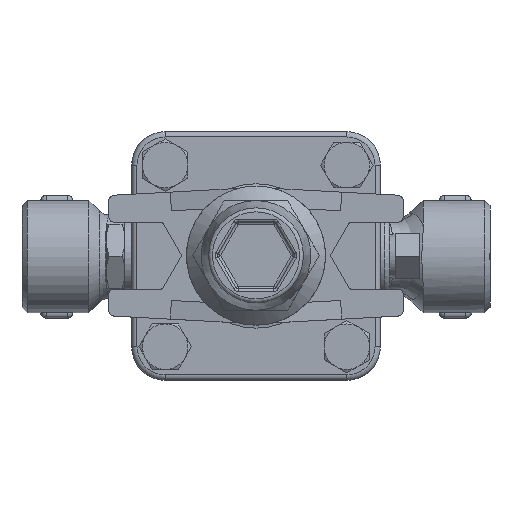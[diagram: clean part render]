
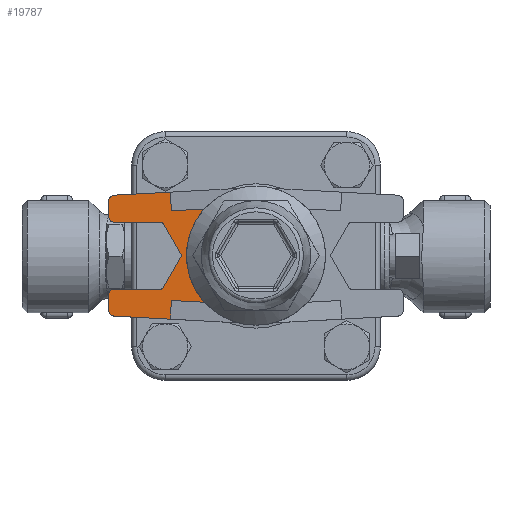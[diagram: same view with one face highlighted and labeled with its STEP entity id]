
A CAD part, top view. The second image highlights one B-rep face of the part: STEP entity #19787.
In plain terms, the highlighted planar face has unit normal (0, 0, 1).
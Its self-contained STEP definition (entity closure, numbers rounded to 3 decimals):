
#19323=CARTESIAN_POINT('',(-34.711,12.,267.0));
#19324=VERTEX_POINT('',#19323);
#19331=CARTESIAN_POINT('',(-35.577,12.5,267.0));
#19332=VERTEX_POINT('',#19331);
#19333=CARTESIAN_POINT('',(-35.577,11.5,267.0));
#19334=DIRECTION('',(0.0,0.0,1.0));
#19335=DIRECTION('',(0.5,0.866,0.0));
#19336=AXIS2_PLACEMENT_3D('',#19333,#19334,#19335);
#19337=CIRCLE('',#19336,1.0);
#19338=EDGE_CURVE('',#19324,#19332,#19337,.T.);
#19363=CARTESIAN_POINT('',(-27.783,0.,267.0));
#19364=VERTEX_POINT('',#19363);
#19371=CARTESIAN_POINT('',(-27.783,0.,267.0));
#19372=DIRECTION('',(-0.5,0.866,0.0));
#19373=VECTOR('',#19372,13.856);
#19374=LINE('',#19371,#19373);
#19375=EDGE_CURVE('',#19364,#19324,#19374,.T.);
#19542=CARTESIAN_POINT('',(-35.577,-12.5,267.0));
#19543=VERTEX_POINT('',#19542);
#19550=CARTESIAN_POINT('',(-34.711,-12.,267.0));
#19551=VERTEX_POINT('',#19550);
#19552=CARTESIAN_POINT('',(-35.577,-11.5,267.0));
#19553=DIRECTION('',(0.0,0.0,1.0));
#19554=DIRECTION('',(0.5,-0.866,0.0));
#19555=AXIS2_PLACEMENT_3D('',#19552,#19553,#19554);
#19556=CIRCLE('',#19555,1.0);
#19557=EDGE_CURVE('',#19543,#19551,#19556,.T.);
#19582=CARTESIAN_POINT('',(-53.0,-12.5,267.0));
#19583=VERTEX_POINT('',#19582);
#19590=CARTESIAN_POINT('',(-53.0,-12.5,267.0));
#19591=DIRECTION('',(1.0,0.0,0.0));
#19592=VECTOR('',#19591,17.423);
#19593=LINE('',#19590,#19592);
#19594=EDGE_CURVE('',#19583,#19543,#19593,.T.);
#19604=CARTESIAN_POINT('',(-53.,12.5,267.0));
#19605=VERTEX_POINT('',#19604);
#19606=CARTESIAN_POINT('',(-55.,14.5,267.0));
#19607=VERTEX_POINT('',#19606);
#19608=CARTESIAN_POINT('',(-53.,14.5,267.0));
#19609=DIRECTION('',(0.0,0.0,-1.0));
#19610=DIRECTION('',(-0.707,-0.707,0.0));
#19611=AXIS2_PLACEMENT_3D('',#19608,#19609,#19610);
#19612=CIRCLE('',#19611,2.0);
#19613=EDGE_CURVE('',#19605,#19607,#19612,.T.);
#19647=CARTESIAN_POINT('',(-55.,20.606,267.0));
#19648=VERTEX_POINT('',#19647);
#19649=CARTESIAN_POINT('',(-55.,14.5,267.0));
#19650=DIRECTION('',(0.0,1.0,0.0));
#19651=VECTOR('',#19650,6.106);
#19652=LINE('',#19649,#19651);
#19653=EDGE_CURVE('',#19607,#19648,#19652,.T.);
#19672=CARTESIAN_POINT('',(-24.894,14.151,267.0));
#19673=DIRECTION('',(0.0,0.0,1.0));
#19674=DIRECTION('',(1.0,0.0,0.0));
#19675=AXIS2_PLACEMENT_3D('',#19672,#19673,#19674);
#19676=PLANE('',#19675);
#19677=ORIENTED_EDGE('',*,*,#19613,.F.);
#19678=CARTESIAN_POINT('',(-35.577,12.5,267.0));
#19679=DIRECTION('',(-1.0,0.0,0.0));
#19680=VECTOR('',#19679,17.423);
#19681=LINE('',#19678,#19680);
#19682=EDGE_CURVE('',#19332,#19605,#19681,.T.);
#19683=ORIENTED_EDGE('',*,*,#19682,.F.);
#19684=ORIENTED_EDGE('',*,*,#19338,.F.);
#19685=ORIENTED_EDGE('',*,*,#19375,.F.);
#19686=CARTESIAN_POINT('',(-34.711,-12.,267.0));
#19687=DIRECTION('',(0.5,0.866,0.0));
#19688=VECTOR('',#19687,13.856);
#19689=LINE('',#19686,#19688);
#19690=EDGE_CURVE('',#19551,#19364,#19689,.T.);
#19691=ORIENTED_EDGE('',*,*,#19690,.F.);
#19692=ORIENTED_EDGE('',*,*,#19557,.F.);
#19693=ORIENTED_EDGE('',*,*,#19594,.F.);
#19694=CARTESIAN_POINT('',(-55.0,-14.5,267.0));
#19695=VERTEX_POINT('',#19694);
#19696=CARTESIAN_POINT('',(-53.0,-14.5,267.0));
#19697=DIRECTION('',(0.0,0.0,-1.0));
#19698=DIRECTION('',(-0.707,0.707,0.0));
#19699=AXIS2_PLACEMENT_3D('',#19696,#19697,#19698);
#19700=CIRCLE('',#19699,2.0);
#19701=EDGE_CURVE('',#19695,#19583,#19700,.T.);
#19702=ORIENTED_EDGE('',*,*,#19701,.F.);
#19703=CARTESIAN_POINT('',(-55.0,-20.606,267.0));
#19704=VERTEX_POINT('',#19703);
#19705=CARTESIAN_POINT('',(-55.0,-20.606,267.0));
#19706=DIRECTION('',(0.0,1.0,0.0));
#19707=VECTOR('',#19706,6.106);
#19708=LINE('',#19705,#19707);
#19709=EDGE_CURVE('',#19704,#19695,#19708,.T.);
#19710=ORIENTED_EDGE('',*,*,#19709,.F.);
#19711=CARTESIAN_POINT('',(-53.109,-22.603,267.0));
#19712=VERTEX_POINT('',#19711);
#19713=CARTESIAN_POINT('',(-53.0,-20.606,267.0));
#19714=DIRECTION('',(0.0,0.0,-1.0));
#19715=DIRECTION('',(-0.726,-0.688,0.0));
#19716=AXIS2_PLACEMENT_3D('',#19713,#19714,#19715);
#19717=CIRCLE('',#19716,2.0);
#19718=EDGE_CURVE('',#19712,#19704,#19717,.T.);
#19719=ORIENTED_EDGE('',*,*,#19718,.F.);
#19720=CARTESIAN_POINT('',(-32.034,-23.753,267.0));
#19721=VERTEX_POINT('',#19720);
#19722=CARTESIAN_POINT('',(-32.034,-23.753,267.0));
#19723=DIRECTION('',(-0.999,0.054,0.0));
#19724=VECTOR('',#19723,21.106);
#19725=LINE('',#19722,#19724);
#19726=EDGE_CURVE('',#19721,#19712,#19725,.T.);
#19727=ORIENTED_EDGE('',*,*,#19726,.F.);
#19728=CARTESIAN_POINT('',(-31.653,-16.763,267.0));
#19729=VERTEX_POINT('',#19728);
#19730=CARTESIAN_POINT('',(-32.034,-23.753,267.0));
#19731=DIRECTION('',(0.054,0.999,0.0));
#19732=VECTOR('',#19731,7.);
#19733=LINE('',#19730,#19732);
#19734=EDGE_CURVE('',#19721,#19729,#19733,.T.);
#19735=ORIENTED_EDGE('',*,*,#19734,.T.);
#19736=CARTESIAN_POINT('',(-19.285,-17.438,267.0));
#19737=VERTEX_POINT('',#19736);
#19738=CARTESIAN_POINT('',(-31.653,-16.763,267.0));
#19739=DIRECTION('',(0.999,-0.054,0.0));
#19740=VECTOR('',#19739,12.386);
#19741=LINE('',#19738,#19740);
#19742=EDGE_CURVE('',#19729,#19737,#19741,.T.);
#19743=ORIENTED_EDGE('',*,*,#19742,.T.);
#19744=CARTESIAN_POINT('',(-19.285,17.438,267.0));
#19745=VERTEX_POINT('',#19744);
#19746=CARTESIAN_POINT('',(0.,0.,267.0));
#19747=DIRECTION('',(0.0,0.0,1.0));
#19748=DIRECTION('',(-1.0,0.0,0.0));
#19749=AXIS2_PLACEMENT_3D('',#19746,#19747,#19748);
#19750=CIRCLE('',#19749,26.0);
#19751=EDGE_CURVE('',#19745,#19737,#19750,.T.);
#19752=ORIENTED_EDGE('',*,*,#19751,.F.);
#19753=CARTESIAN_POINT('',(-31.653,16.763,267.0));
#19754=VERTEX_POINT('',#19753);
#19755=CARTESIAN_POINT('',(-19.285,17.438,267.0));
#19756=DIRECTION('',(-0.999,-0.054,0.0));
#19757=VECTOR('',#19756,12.386);
#19758=LINE('',#19755,#19757);
#19759=EDGE_CURVE('',#19745,#19754,#19758,.T.);
#19760=ORIENTED_EDGE('',*,*,#19759,.T.);
#19761=CARTESIAN_POINT('',(-32.034,23.753,267.0));
#19762=VERTEX_POINT('',#19761);
#19763=CARTESIAN_POINT('',(-31.653,16.763,267.0));
#19764=DIRECTION('',(-0.054,0.999,0.0));
#19765=VECTOR('',#19764,7.);
#19766=LINE('',#19763,#19765);
#19767=EDGE_CURVE('',#19754,#19762,#19766,.T.);
#19768=ORIENTED_EDGE('',*,*,#19767,.T.);
#19769=CARTESIAN_POINT('',(-53.109,22.603,267.0));
#19770=VERTEX_POINT('',#19769);
#19771=CARTESIAN_POINT('',(-53.109,22.603,267.0));
#19772=DIRECTION('',(0.999,0.054,0.0));
#19773=VECTOR('',#19772,21.106);
#19774=LINE('',#19771,#19773);
#19775=EDGE_CURVE('',#19770,#19762,#19774,.T.);
#19776=ORIENTED_EDGE('',*,*,#19775,.F.);
#19777=CARTESIAN_POINT('',(-53.,20.606,267.0));
#19778=DIRECTION('',(0.0,0.0,-1.));
#19779=DIRECTION('',(-0.726,0.688,0.0));
#19780=AXIS2_PLACEMENT_3D('',#19777,#19778,#19779);
#19781=CIRCLE('',#19780,2.0);
#19782=EDGE_CURVE('',#19648,#19770,#19781,.T.);
#19783=ORIENTED_EDGE('',*,*,#19782,.F.);
#19784=ORIENTED_EDGE('',*,*,#19653,.F.);
#19785=EDGE_LOOP('',(#19677,#19683,#19684,#19685,#19691,#19692,#19693,#19702,#19710,#19719,#19727,#19735,#19743,#19752,#19760,#19768,#19776,#19783,#19784));
#19786=FACE_OUTER_BOUND('',#19785,.T.);
#19787=ADVANCED_FACE('',(#19786),#19676,.T.);
